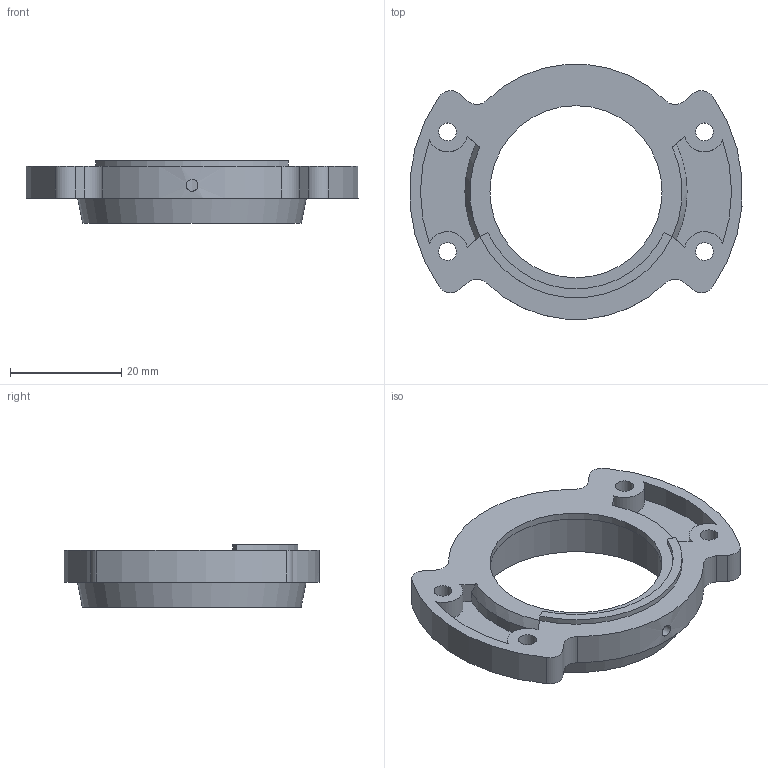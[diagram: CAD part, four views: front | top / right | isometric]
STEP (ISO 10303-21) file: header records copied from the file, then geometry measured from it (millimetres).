
FILE_DESCRIPTION(/* description */ ('STEP AP242','CAx-IF Rec.Pracs.---Representation and Presentation of Product Manufacturing Information (PMI)---4.0---2014-10-13','CAx-IF Rec.Pracs.---3D Tessellated Geometry---0.4---2014-09-14','2;1'),/* implementation_level */ '2;1');
FILE_NAME(/* name */ '633f26e719526f37e65d5032',/* time_stamp */ '2022-10-06T19:05:11+00:00',/* author */ (''),/* organization */ (''),/* preprocessor_version */ 'ST-DEVELOPER v18.102',/* originating_system */ ' ',/* authorisation */ ' ');
FILE_SCHEMA (('AP242_MANAGED_MODEL_BASED_3D_ENGINEERING_MIM_LF { 1 0 10303 442 1 1 4 }'));
Length unit declared in the file: metre
Products named in the file (1): Part 39
Bounding box: 59.77 x 45.91 x 11.26 mm (x, y, z)
Volume: 7032.9 mm3; surface area: 6168.6 mm2
Topology: 1 solids, 1 shells, 50 faces, 132 edges, 87 vertices
Faces by surface type: cylinder 29, plane 17, cone 4
Full cylindrical faces by diameter (mm): 2.15 x1, 3.2 x4, 31 x1, 36 x1
Entity records: 1558 total; most frequent: CARTESIAN_POINT 285, DIRECTION 276, ORIENTED_EDGE 238, EDGE_CURVE 119, AXIS2_PLACEMENT_3D 112, VERTEX_POINT 83, EDGE_LOOP 74, FACE_BOUND 74
